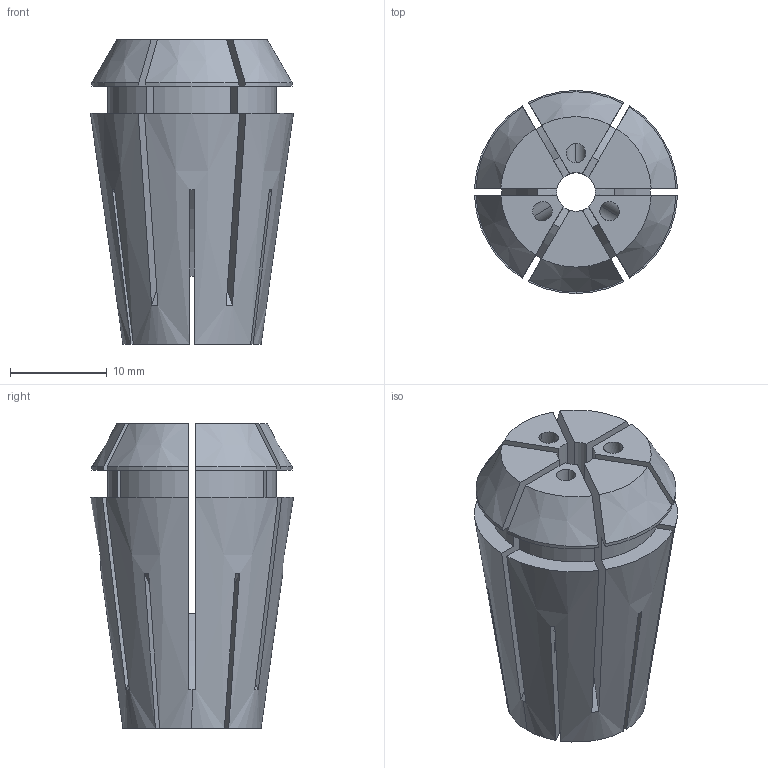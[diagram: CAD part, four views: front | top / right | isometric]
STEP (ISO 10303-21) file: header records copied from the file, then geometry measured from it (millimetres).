
FILE_DESCRIPTION (( 'STEP AP203' ), '1' );
FILE_NAME ('STP-5250-112-020-004-0(04421-04).STEP', '2022-08-03T01:47:36', ( '' ), ( '' ), 'SwSTEP 2.0', 'SolidWorks 2017', '' );
FILE_SCHEMA (( 'CONFIG_CONTROL_DESIGN' ));
Length unit declared in the file: millimetre
Products named in the file (1): STP-5250-112-020-004-0(04421-04)
Bounding box: 20.99 x 21 x 31.5 mm (x, y, z)
Volume: 6271.8 mm3; surface area: 5584.8 mm2
Topology: 1 solids, 1 shells, 112 faces, 342 edges, 228 vertices
Faces by surface type: plane 55, cylinder 49, cone 8
Entity records: 4148 total; most frequent: CARTESIAN_POINT 1040, ORIENTED_EDGE 684, DIRECTION 608, EDGE_CURVE 342, AXIS2_PLACEMENT_3D 235, VERTEX_POINT 228, LINE 138, VECTOR 138
